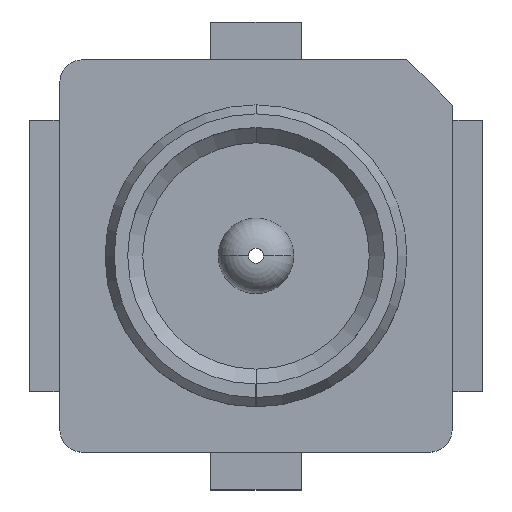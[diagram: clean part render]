
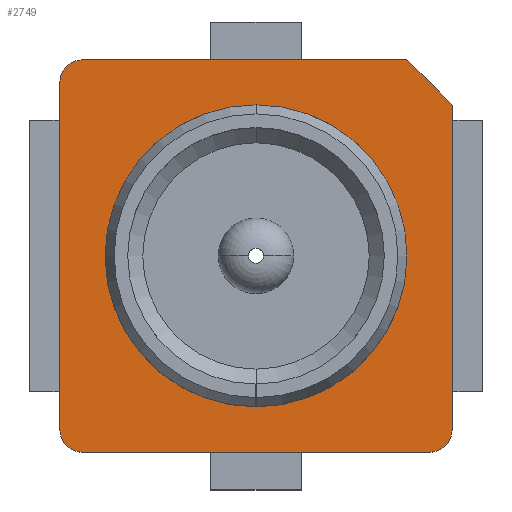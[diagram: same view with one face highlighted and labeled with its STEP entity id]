
A CAD part, top view. The second image highlights one B-rep face of the part: STEP entity #2749.
In plain terms, the highlighted planar face has unit normal (0, 0, 1).
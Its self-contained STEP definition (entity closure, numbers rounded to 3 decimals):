
#84 = CARTESIAN_POINT ( 'NONE',  ( 1.15, -1.3, 0.35 ) ) ;
#153 = VERTEX_POINT ( 'NONE', #4602 ) ;
#203 = ORIENTED_EDGE ( 'NONE', *, *, #2941, .T. ) ;
#231 = DIRECTION ( 'NONE',  ( -1., 0., 0. ) ) ;
#272 = VECTOR ( 'NONE', #2179, 1000. ) ;
#292 = ORIENTED_EDGE ( 'NONE', *, *, #5841, .T. ) ;
#376 = AXIS2_PLACEMENT_3D ( 'NONE', #3809, #8541, #4481 ) ;
#404 = DIRECTION ( 'NONE',  ( -0.003, -1., 0. ) ) ;
#459 = ORIENTED_EDGE ( 'NONE', *, *, #7164, .T. ) ;
#512 = VERTEX_POINT ( 'NONE', #8299 ) ;
#598 = DIRECTION ( 'NONE',  ( -1., 0., 0. ) ) ;
#608 = EDGE_CURVE ( 'NONE', #1940, #1380, #2570, .T. ) ;
#621 = VERTEX_POINT ( 'NONE', #6146 ) ;
#623 = CARTESIAN_POINT ( 'NONE',  ( -1., 0., 0.35 ) ) ;
#778 = VECTOR ( 'NONE', #2744, 1000. ) ;
#810 = EDGE_CURVE ( 'NONE', #4504, #7611, #2139, .T. ) ;
#1129 = VECTOR ( 'NONE', #7095, 1000. ) ;
#1175 = LINE ( 'NONE', #8380, #4594 ) ;
#1280 = EDGE_CURVE ( 'NONE', #4907, #153, #7999, .T. ) ;
#1351 = DIRECTION ( 'NONE',  ( 0., 0., 1. ) ) ;
#1364 = EDGE_CURVE ( 'NONE', #5615, #5685, #3097, .T. ) ;
#1380 = VERTEX_POINT ( 'NONE', #6950 ) ;
#1504 = DIRECTION ( 'NONE',  ( -1., 0., 0. ) ) ;
#1519 = ORIENTED_EDGE ( 'NONE', *, *, #6698, .T. ) ;
#1924 = VECTOR ( 'NONE', #2178, 1000. ) ;
#1940 = VERTEX_POINT ( 'NONE', #2970 ) ;
#2139 = CIRCLE ( 'NONE', #2177, 0.15 ) ;
#2177 = AXIS2_PLACEMENT_3D ( 'NONE', #2486, #3839, #5181 ) ;
#2178 = DIRECTION ( 'NONE',  ( 0., 1., 0. ) ) ;
#2179 = DIRECTION ( 'NONE',  ( -0.707, 0.707, 0. ) ) ;
#2191 = CARTESIAN_POINT ( 'NONE',  ( -1.15, -0.925, 0.35 ) ) ;
#2427 = AXIS2_PLACEMENT_3D ( 'NONE', #5439, #1351, #6118 ) ;
#2486 = CARTESIAN_POINT ( 'NONE',  ( 1.15, -1.15, 0.35 ) ) ;
#2570 = LINE ( 'NONE', #7553, #778 ) ;
#2610 = CARTESIAN_POINT ( 'NONE',  ( 1., 1.3, 0.35 ) ) ;
#2744 = DIRECTION ( 'NONE',  ( -0.002, 1., 0. ) ) ;
#2749 = ADVANCED_FACE ( 'NONE', ( #7099, #3683 ), #6782, .T. ) ;
#2908 = EDGE_CURVE ( 'NONE', #4370, #621, #8138, .T. ) ;
#2933 = CARTESIAN_POINT ( 'NONE',  ( -1.3, -1.15, 0.35 ) ) ;
#2935 = LINE ( 'NONE', #2933, #1129 ) ;
#2941 = EDGE_CURVE ( 'NONE', #153, #5615, #6640, .T. ) ;
#2970 = CARTESIAN_POINT ( 'NONE',  ( 0.003, -1., 0.35 ) ) ;
#2980 = ORIENTED_EDGE ( 'NONE', *, *, #810, .F. ) ;
#3097 = CIRCLE ( 'NONE', #3970, 1. ) ;
#3114 = ORIENTED_EDGE ( 'NONE', *, *, #3666, .T. ) ;
#3230 = ORIENTED_EDGE ( 'NONE', *, *, #7980, .T. ) ;
#3241 = EDGE_LOOP ( 'NONE', ( #4284, #6792, #3230, #1519, #2980, #3114, #7655, #4067 ) ) ;
#3447 = CARTESIAN_POINT ( 'NONE',  ( -1.15, 1.15, 0.35 ) ) ;
#3666 = EDGE_CURVE ( 'NONE', #4504, #4370, #5558, .T. ) ;
#3683 = FACE_BOUND ( 'NONE', #8690, .T. ) ;
#3790 = CARTESIAN_POINT ( 'NONE',  ( 1.3, 1., 0.35 ) ) ;
#3809 = CARTESIAN_POINT ( 'NONE',  ( 0., 0., 0.35 ) ) ;
#3839 = DIRECTION ( 'NONE',  ( 0., 0., -1. ) ) ;
#3970 = AXIS2_PLACEMENT_3D ( 'NONE', #8591, #8572, #8534 ) ;
#4024 = VECTOR ( 'NONE', #1504, 1000. ) ;
#4067 = ORIENTED_EDGE ( 'NONE', *, *, #4577, .T. ) ;
#4136 = DIRECTION ( 'NONE',  ( -1., 0., 0. ) ) ;
#4224 = LINE ( 'NONE', #2191, #4024 ) ;
#4284 = ORIENTED_EDGE ( 'NONE', *, *, #4703, .T. ) ;
#4301 = DIRECTION ( 'NONE',  ( 0., 0., -1. ) ) ;
#4370 = VERTEX_POINT ( 'NONE', #3790 ) ;
#4481 = DIRECTION ( 'NONE',  ( -1., 0., 0. ) ) ;
#4504 = VERTEX_POINT ( 'NONE', #6626 ) ;
#4577 = EDGE_CURVE ( 'NONE', #621, #512, #7477, .T. ) ;
#4594 = VECTOR ( 'NONE', #7110, 1000. ) ;
#4602 = CARTESIAN_POINT ( 'NONE',  ( -0.002, -1., 0.35 ) ) ;
#4675 = DIRECTION ( 'NONE',  ( 0., 0., 1. ) ) ;
#4703 = EDGE_CURVE ( 'NONE', #512, #8105, #8513, .T. ) ;
#4840 = CIRCLE ( 'NONE', #376, 1. ) ;
#4907 = VERTEX_POINT ( 'NONE', #8396 ) ;
#5002 = AXIS2_PLACEMENT_3D ( 'NONE', #8360, #4301, #231 ) ;
#5181 = DIRECTION ( 'NONE',  ( -1., 0., 0. ) ) ;
#5323 = EDGE_CURVE ( 'NONE', #8105, #7713, #2935, .T. ) ;
#5439 = CARTESIAN_POINT ( 'NONE',  ( -1.15, -1.15, 0.35 ) ) ;
#5558 = LINE ( 'NONE', #6261, #1924 ) ;
#5615 = VERTEX_POINT ( 'NONE', #623 ) ;
#5634 = CARTESIAN_POINT ( 'NONE',  ( -1.3, -1.15, 0.35 ) ) ;
#5661 = VECTOR ( 'NONE', #8055, 1000. ) ;
#5685 = VERTEX_POINT ( 'NONE', #8332 ) ;
#5841 = EDGE_CURVE ( 'NONE', #5685, #1940, #4840, .T. ) ;
#6118 = DIRECTION ( 'NONE',  ( 1., 0., 0. ) ) ;
#6146 = CARTESIAN_POINT ( 'NONE',  ( 1., 1.3, 0.35 ) ) ;
#6186 = VECTOR ( 'NONE', #404, 1000. ) ;
#6261 = CARTESIAN_POINT ( 'NONE',  ( 1.3, -1.15, 0.35 ) ) ;
#6626 = CARTESIAN_POINT ( 'NONE',  ( 1.3, -1.15, 0.35 ) ) ;
#6640 = CIRCLE ( 'NONE', #5002, 1. ) ;
#6691 = CARTESIAN_POINT ( 'NONE',  ( -1.15, -1.3, 0.35 ) ) ;
#6698 = EDGE_CURVE ( 'NONE', #8781, #7611, #1175, .T. ) ;
#6782 = PLANE ( 'NONE',  #2427 ) ;
#6792 = ORIENTED_EDGE ( 'NONE', *, *, #5323, .T. ) ;
#6950 = CARTESIAN_POINT ( 'NONE',  ( 0.002, -0.925, 0.35 ) ) ;
#6954 = CARTESIAN_POINT ( 'NONE',  ( 1., 1.3, 0.35 ) ) ;
#7095 = DIRECTION ( 'NONE',  ( 0., -1., 0. ) ) ;
#7099 = FACE_OUTER_BOUND ( 'NONE', #3241, .T. ) ;
#7110 = DIRECTION ( 'NONE',  ( 1., 0., 0. ) ) ;
#7164 = EDGE_CURVE ( 'NONE', #1380, #4907, #4224, .T. ) ;
#7423 = CIRCLE ( 'NONE', #7601, 0.15 ) ;
#7477 = LINE ( 'NONE', #2610, #5661 ) ;
#7533 = CARTESIAN_POINT ( 'NONE',  ( -1.3, 1.15, 0.35 ) ) ;
#7553 = CARTESIAN_POINT ( 'NONE',  ( 0.003, -1., 0.35 ) ) ;
#7601 = AXIS2_PLACEMENT_3D ( 'NONE', #8729, #4675, #598 ) ;
#7611 = VERTEX_POINT ( 'NONE', #84 ) ;
#7655 = ORIENTED_EDGE ( 'NONE', *, *, #2908, .T. ) ;
#7713 = VERTEX_POINT ( 'NONE', #5634 ) ;
#7980 = EDGE_CURVE ( 'NONE', #7713, #8781, #7423, .T. ) ;
#7999 = LINE ( 'NONE', #8127, #6186 ) ;
#8055 = DIRECTION ( 'NONE',  ( -1., 0., 0. ) ) ;
#8105 = VERTEX_POINT ( 'NONE', #7533 ) ;
#8127 = CARTESIAN_POINT ( 'NONE',  ( -0.002, -0.925, 0.35 ) ) ;
#8138 = LINE ( 'NONE', #6954, #272 ) ;
#8190 = DIRECTION ( 'NONE',  ( 0., 0., 1. ) ) ;
#8225 = AXIS2_PLACEMENT_3D ( 'NONE', #3447, #8190, #4136 ) ;
#8249 = ORIENTED_EDGE ( 'NONE', *, *, #1280, .T. ) ;
#8299 = CARTESIAN_POINT ( 'NONE',  ( -1.15, 1.3, 0.35 ) ) ;
#8326 = ORIENTED_EDGE ( 'NONE', *, *, #608, .T. ) ;
#8332 = CARTESIAN_POINT ( 'NONE',  ( 1., 0., 0.35 ) ) ;
#8360 = CARTESIAN_POINT ( 'NONE',  ( 0., 0., 0.35 ) ) ;
#8380 = CARTESIAN_POINT ( 'NONE',  ( -1.15, -1.3, 0.35 ) ) ;
#8396 = CARTESIAN_POINT ( 'NONE',  ( -0.002, -0.925, 0.35 ) ) ;
#8407 = ORIENTED_EDGE ( 'NONE', *, *, #1364, .T. ) ;
#8513 = CIRCLE ( 'NONE', #8225, 0.15 ) ;
#8534 = DIRECTION ( 'NONE',  ( -1., 0., 0. ) ) ;
#8541 = DIRECTION ( 'NONE',  ( 0., 0., -1. ) ) ;
#8572 = DIRECTION ( 'NONE',  ( 0., 0., -1. ) ) ;
#8591 = CARTESIAN_POINT ( 'NONE',  ( 0., 0., 0.35 ) ) ;
#8690 = EDGE_LOOP ( 'NONE', ( #8249, #203, #8407, #292, #8326, #459 ) ) ;
#8729 = CARTESIAN_POINT ( 'NONE',  ( -1.15, -1.15, 0.35 ) ) ;
#8781 = VERTEX_POINT ( 'NONE', #6691 ) ;
